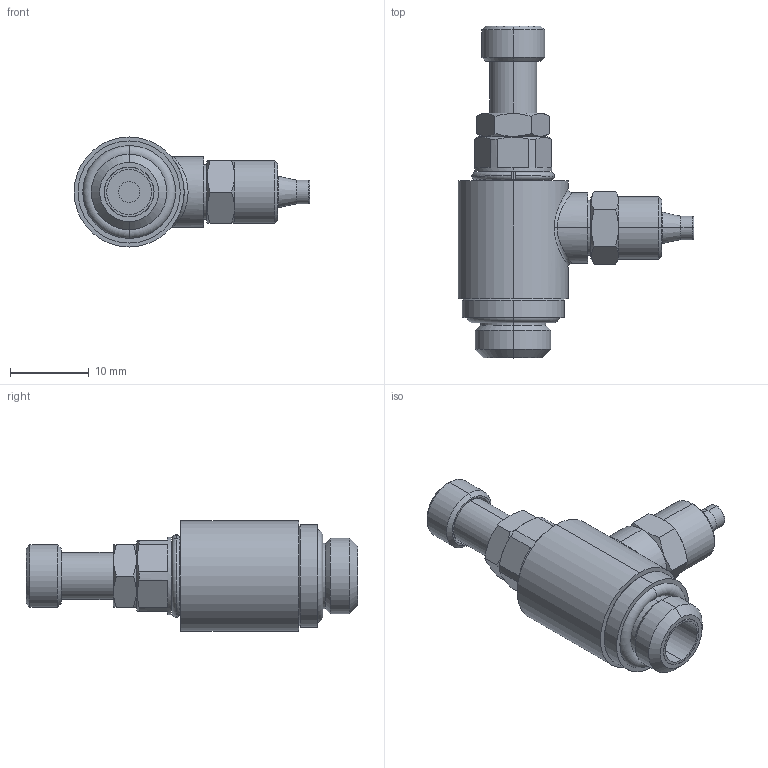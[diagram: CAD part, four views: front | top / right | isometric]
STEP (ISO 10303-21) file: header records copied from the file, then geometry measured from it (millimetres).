
FILE_DESCRIPTION (( 'STEP AP203' ), '1' );
FILE_NAME ('04320C21.STEP', '2010-04-21T13:45:25', ( '' ), ( 'sopra-pneumatic' ), 'SwSTEP 2.0', 'SolidWorks 2009', '' );
FILE_SCHEMA (( 'CONFIG_CONTROL_DESIGN' ));
Length unit declared in the file: millimetre
Products named in the file (1): 04320C21
Bounding box: 30 x 42.24 x 14 mm (x, y, z)
Volume: 4476.4 mm3; surface area: 2468.1 mm2
Topology: 2 solids, 2 shells, 126 faces, 278 edges, 174 vertices
Faces by surface type: plane 46, cone 36, cylinder 36, torus 6, bspline 2
Entity records: 4750 total; most frequent: CARTESIAN_POINT 1890, DIRECTION 602, ORIENTED_EDGE 556, EDGE_CURVE 278, AXIS2_PLACEMENT_3D 253, VERTEX_POINT 174, EDGE_LOOP 144, CIRCLE 128
